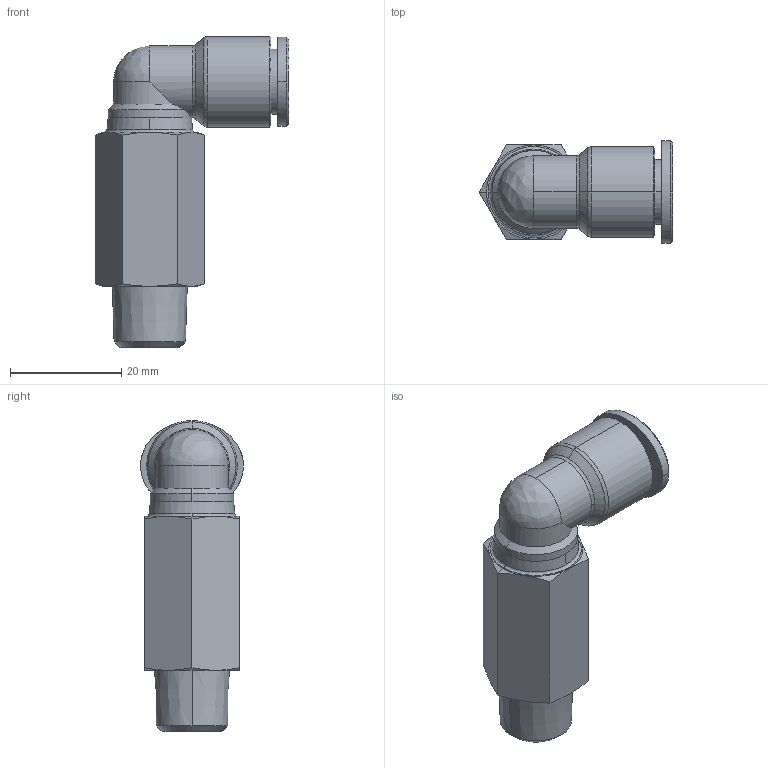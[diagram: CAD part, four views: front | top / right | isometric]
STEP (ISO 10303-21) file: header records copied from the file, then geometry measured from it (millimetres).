
FILE_DESCRIPTION (( 'STEP AP214' ), '1' );
FILE_NAME ('PLL10-02.stp', '2015-09-10T08:04:22', ( '' ), ( '' ), 'SwSTEP 2.0', 'SolidWorks 2015', '' );
FILE_SCHEMA (( 'AUTOMOTIVE_DESIGN' ));
Length unit declared in the file: millimetre
Products named in the file (2): PLL10-02; ｦ+ﾃｦ1
Assembly tree (1 placements, depth 2):
  PLL10-02
    ｦ+ﾃｦ1
Bounding box: 34.81 x 18.5 x 55.95 mm (x, y, z)
Volume: 10258.3 mm3; surface area: 6003.1 mm2
Topology: 1 solids, 1 shells, 457 faces, 1285 edges, 846 vertices
Faces by surface type: plane 390, cone 34, cylinder 17, bspline 12, torus 4
Entity records: 15956 total; most frequent: CARTESIAN_POINT 3520, ORIENTED_EDGE 2568, DIRECTION 2222, EDGE_CURVE 1284, LINE 1144, VECTOR 1144, VERTEX_POINT 846, AXIS2_PLACEMENT_3D 539
